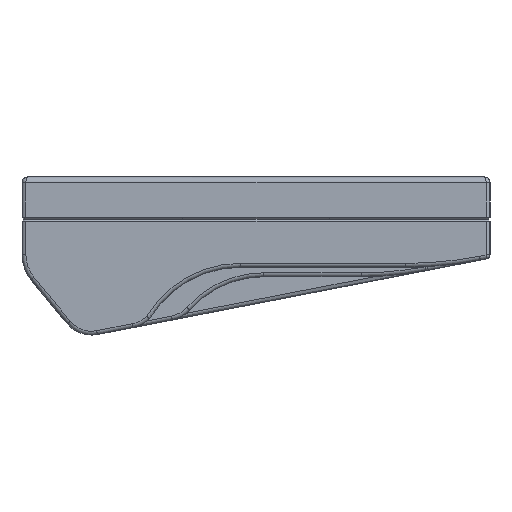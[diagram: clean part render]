
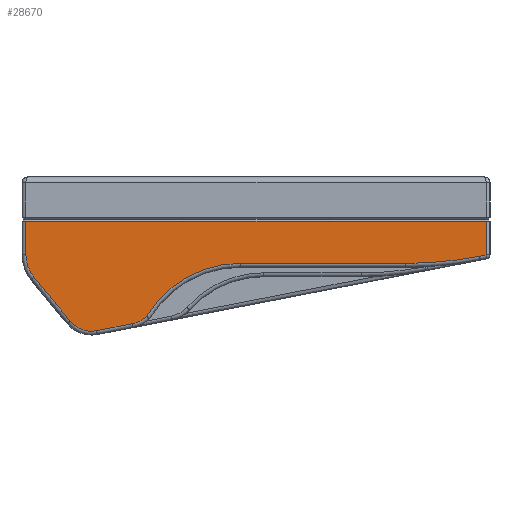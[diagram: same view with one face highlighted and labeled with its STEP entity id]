
A CAD part, left-side view. The second image highlights one B-rep face of the part: STEP entity #28670.
In plain terms, the highlighted planar face has unit normal (-1, 0, 0).
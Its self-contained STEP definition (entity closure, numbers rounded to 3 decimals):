
#1132=PLANE('',#31406);
#2423=FACE_OUTER_BOUND('',#4225,.T.);
#4225=EDGE_LOOP('',(#24600,#24601,#24602,#24603,#24604,#24605,#24606,#24607,
#24608,#24609,#24610,#24611));
#6708=LINE('',#48581,#9307);
#6709=LINE('',#48589,#9308);
#6711=LINE('',#48605,#9310);
#6712=LINE('',#48613,#9311);
#6723=LINE('',#48708,#9322);
#6724=LINE('',#48711,#9323);
#6725=LINE('',#48712,#9324);
#9307=VECTOR('',#38540,10.);
#9308=VECTOR('',#38551,10.);
#9310=VECTOR('',#38571,10.);
#9311=VECTOR('',#38582,10.);
#9322=VECTOR('',#38703,10.);
#9323=VECTOR('',#38706,10.);
#9324=VECTOR('',#38707,10.);
#11049=CIRCLE('',#31329,7.);
#11052=CIRCLE('',#31334,7.);
#11055=CIRCLE('',#31339,9.);
#11061=CIRCLE('',#31348,99.);
#11064=CIRCLE('',#31353,28.113);
#13566=VERTEX_POINT('',#48563);
#13567=VERTEX_POINT('',#48564);
#13568=VERTEX_POINT('',#48580);
#13569=VERTEX_POINT('',#48584);
#13570=VERTEX_POINT('',#48588);
#13571=VERTEX_POINT('',#48592);
#13574=VERTEX_POINT('',#48602);
#13575=VERTEX_POINT('',#48604);
#13576=VERTEX_POINT('',#48608);
#13577=VERTEX_POINT('',#48612);
#13588=VERTEX_POINT('',#48706);
#13589=VERTEX_POINT('',#48710);
#17293=EDGE_CURVE('',#13566,#13567,#11049,.T.);
#17296=EDGE_CURVE('',#13567,#13568,#6708,.T.);
#17298=EDGE_CURVE('',#13568,#13569,#11052,.T.);
#17300=EDGE_CURVE('',#13569,#13570,#6709,.T.);
#17302=EDGE_CURVE('',#13570,#13571,#11055,.T.);
#17308=EDGE_CURVE('',#13574,#13575,#6711,.T.);
#17310=EDGE_CURVE('',#13575,#13576,#11061,.T.);
#17312=EDGE_CURVE('',#13576,#13577,#6712,.T.);
#17314=EDGE_CURVE('',#13577,#13566,#11064,.T.);
#17352=EDGE_CURVE('',#13571,#13588,#6723,.T.);
#17353=EDGE_CURVE('',#13588,#13589,#6724,.T.);
#17354=EDGE_CURVE('',#13589,#13574,#6725,.T.);
#24600=ORIENTED_EDGE('',*,*,#17353,.F.);
#24601=ORIENTED_EDGE('',*,*,#17352,.F.);
#24602=ORIENTED_EDGE('',*,*,#17302,.F.);
#24603=ORIENTED_EDGE('',*,*,#17300,.F.);
#24604=ORIENTED_EDGE('',*,*,#17298,.F.);
#24605=ORIENTED_EDGE('',*,*,#17296,.F.);
#24606=ORIENTED_EDGE('',*,*,#17293,.F.);
#24607=ORIENTED_EDGE('',*,*,#17314,.F.);
#24608=ORIENTED_EDGE('',*,*,#17312,.F.);
#24609=ORIENTED_EDGE('',*,*,#17310,.F.);
#24610=ORIENTED_EDGE('',*,*,#17308,.F.);
#24611=ORIENTED_EDGE('',*,*,#17354,.F.);
#28670=ADVANCED_FACE('',(#2423),#1132,.T.);
#31329=AXIS2_PLACEMENT_3D('',#48565,#38534,#38535);
#31334=AXIS2_PLACEMENT_3D('',#48585,#38545,#38546);
#31339=AXIS2_PLACEMENT_3D('',#48593,#38556,#38557);
#31348=AXIS2_PLACEMENT_3D('',#48609,#38576,#38577);
#31353=AXIS2_PLACEMENT_3D('',#48616,#38587,#38588);
#31406=AXIS2_PLACEMENT_3D('',#48709,#38704,#38705);
#38534=DIRECTION('center_axis',(1.,0.,0.));
#38535=DIRECTION('ref_axis',(0.,-0.476,-0.879));
#38540=DIRECTION('',(0.,0.982,-0.191));
#38545=DIRECTION('center_axis',(1.,0.,0.));
#38546=DIRECTION('ref_axis',(0.,0.337,-0.941));
#38551=DIRECTION('',(0.,0.637,0.771));
#38556=DIRECTION('center_axis',(1.,0.,0.));
#38557=DIRECTION('ref_axis',(0.,0.941,-0.339));
#38571=DIRECTION('',(0.,0.982,-0.191));
#38576=DIRECTION('center_axis',(1.,0.,0.));
#38577=DIRECTION('ref_axis',(0.,-0.096,-0.995));
#38582=DIRECTION('',(0.,1.,0.));
#38587=DIRECTION('center_axis',(-1.,0.,0.));
#38588=DIRECTION('ref_axis',(0.,0.492,0.87));
#38703=DIRECTION('',(0.,0.,1.));
#38704=DIRECTION('center_axis',(-1.,0.,0.));
#38705=DIRECTION('ref_axis',(0.,1.,0.));
#38706=DIRECTION('',(0.,-1.,0.));
#38707=DIRECTION('',(0.,0.,-1.));
#48563=CARTESIAN_POINT('',(-150.625,28.036,-27.852));
#48564=CARTESIAN_POINT('',(-150.625,31.648,-29.771));
#48565=CARTESIAN_POINT('Origin',(-150.625,32.983,-22.9));
#48580=CARTESIAN_POINT('',(-150.625,40.778,-31.546));
#48581=CARTESIAN_POINT('',(-150.625,-0.746,-23.475));
#48584=CARTESIAN_POINT('',(-150.625,47.509,-29.135));
#48585=CARTESIAN_POINT('Origin',(-150.625,42.113,-24.675));
#48588=CARTESIAN_POINT('',(-150.625,56.812,-17.88));
#48589=CARTESIAN_POINT('',(-150.625,32.131,-47.738));
#48592=CARTESIAN_POINT('',(-150.625,58.875,-12.146));
#48593=CARTESIAN_POINT('Origin',(-150.625,49.875,-12.146));
#48602=CARTESIAN_POINT('',(-150.625,-58.875,-12.176));
#48604=CARTESIAN_POINT('',(-150.625,-57.195,-12.502));
#48605=CARTESIAN_POINT('',(-150.625,-0.746,-23.475));
#48608=CARTESIAN_POINT('',(-150.625,-38.305,-14.321));
#48609=CARTESIAN_POINT('Origin',(-150.625,-38.305,84.679));
#48612=CARTESIAN_POINT('',(-150.625,4.,-14.321));
#48613=CARTESIAN_POINT('',(-150.625,-49.09,-14.321));
#48616=CARTESIAN_POINT('Origin',(-150.625,4.,-42.434));
#48706=CARTESIAN_POINT('',(-150.625,58.875,-3.5));
#48708=CARTESIAN_POINT('',(-150.625,58.875,-3.));
#48709=CARTESIAN_POINT('Origin',(-150.625,-59.875,-3.));
#48710=CARTESIAN_POINT('',(-150.625,-58.875,-3.5));
#48711=CARTESIAN_POINT('',(-150.625,-29.938,-3.5));
#48712=CARTESIAN_POINT('',(-150.625,-58.875,-3.));
